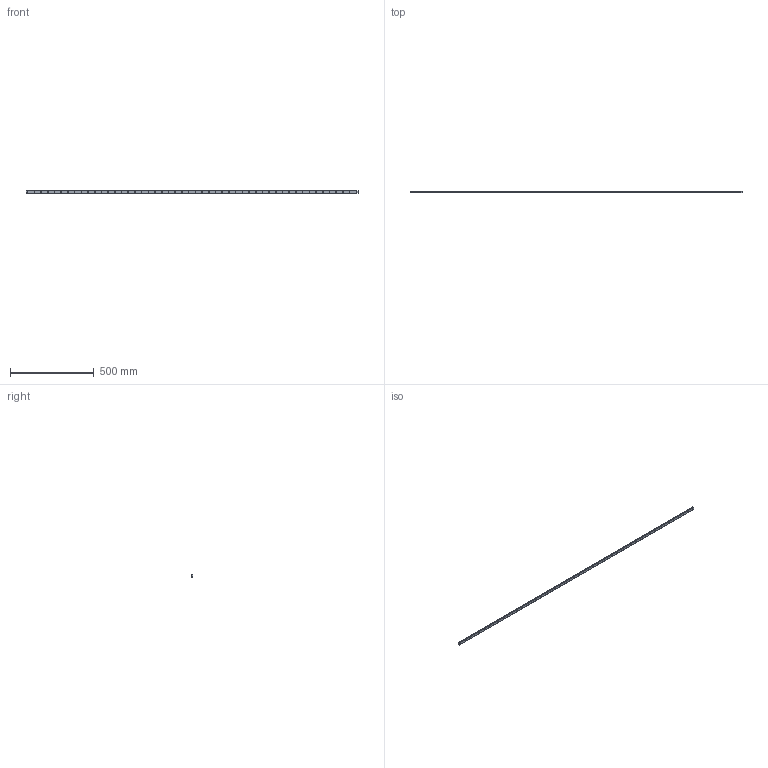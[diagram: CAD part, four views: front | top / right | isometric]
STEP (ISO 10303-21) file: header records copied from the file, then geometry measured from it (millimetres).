
FILE_DESCRIPTION (( 'STEP AP214' ), '1' );
FILE_NAME ('SRS15MSS-1980LTM_G10_0_0_0_0_0_1.STEP', '2021-08-11T12:07:24', ( '' ), ( '' ), 'SwSTEP 2.0', 'SolidWorks 2021', '' );
FILE_SCHEMA (( 'AUTOMOTIVE_DESIGN' ));
Length unit declared in the file: millimetre
Products named in the file (2): _SRS15M198010 Track; SRS15MSS-1980LTM_G10_0_0_0_0_0_1
Assembly tree (1 placements, depth 2):
  SRS15MSS-1980LTM_G10_0_0_0_0_0_1
    _SRS15M198010 Track
Bounding box: 1980 x 9.5 x 15 mm (x, y, z)
Volume: 239870.8 mm3; surface area: 101522.5 mm2
Topology: 1 solids, 1 shells, 282 faces, 690 edges, 460 vertices
Faces by surface type: cylinder 207, plane 75
Entity records: 8794 total; most frequent: DIRECTION 1676, CARTESIAN_POINT 1436, ORIENTED_EDGE 1380, AXIS2_PLACEMENT_3D 700, EDGE_CURVE 690, VERTEX_POINT 460, EDGE_LOOP 432, CIRCLE 414
